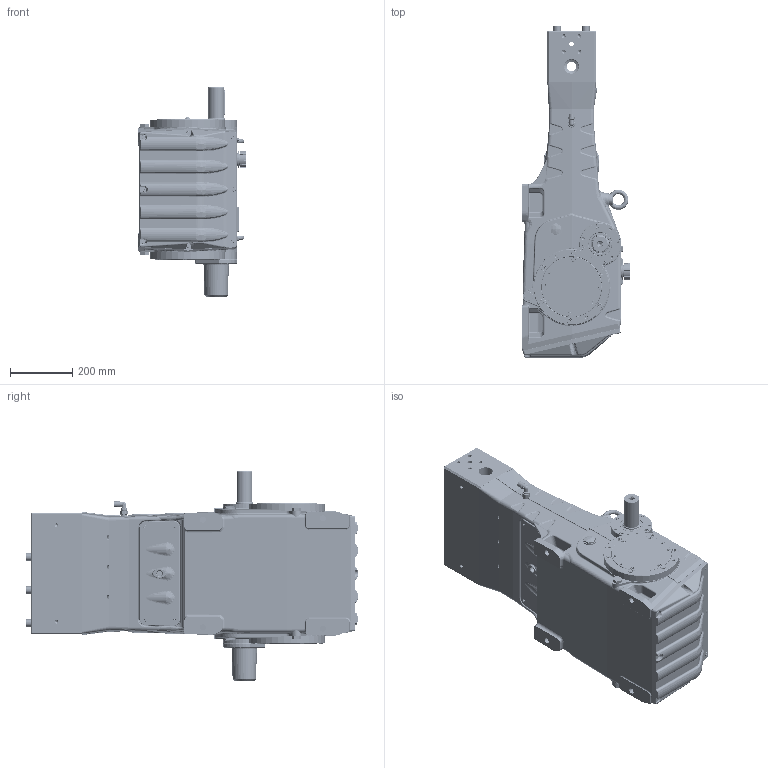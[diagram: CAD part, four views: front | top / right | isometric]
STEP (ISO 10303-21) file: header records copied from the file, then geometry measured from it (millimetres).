
FILE_DESCRIPTION(('STEP AP203'),'2;1');
FILE_NAME('Ingombro pompa_STP.stp','2014-10-21T14:46:44',(''),(''),'2009.3.110','THINKDESIGN','');
FILE_SCHEMA(('CONFIG_CONTROL_DESIGN'));
Bounding box: 348.8 x 1064.49 x 672 mm (x, y, z)
Volume: 81638975.4 mm3; surface area: 4149788.1 mm2
Topology: 128 solids, 128 shells, 8858 faces, 21957 edges, 13113 vertices
Faces by surface type: bspline 4270, cylinder 2731, plane 1857
Full cylindrical faces by diameter (mm): 2.1 x4, 2.25 x4, 2.5 x8, 3 x1, 5 x14, 6 x10, 6.5 x3, 6.75 x26, 7 x12, 8 x37, 8.5 x49, 9 x3, 10 x45, 10.2 x4, 10.25 x8, 10.5 x36, 12 x3, 12.5 x1, 13 x32, 13.5 x31, 14 x21, 14.6 x1, 14.7 x1, 15 x3, 15.25 x1, 16 x47, 16.5 x20, 16.662 x3, 17 x43, 17.5 x1
Entity records: 589330 total; most frequent: CARTESIAN_POINT 395602, ORIENTED_EDGE 42504, DIRECTION 36872, EDGE_CURVE 21252, AXIS2_PLACEMENT_3D 14994, VERTEX_POINT 13113, CIRCLE 10237, EDGE_LOOP 9615
